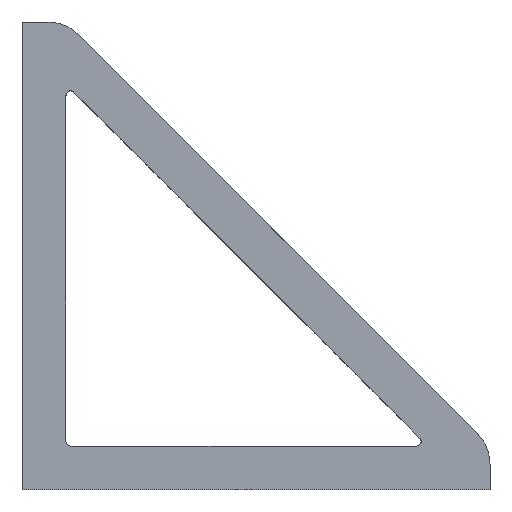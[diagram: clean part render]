
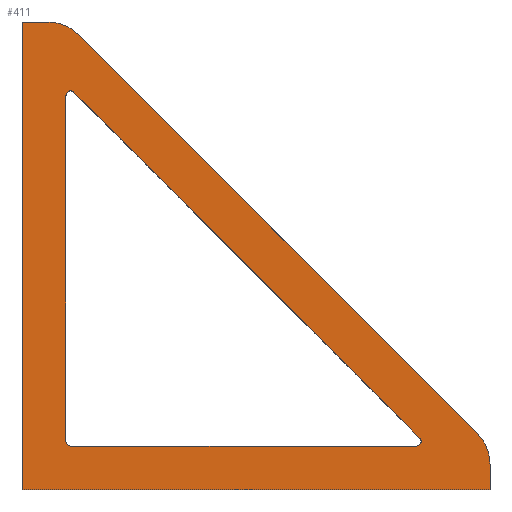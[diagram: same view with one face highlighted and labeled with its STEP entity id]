
A CAD part, left-side view. The second image highlights one B-rep face of the part: STEP entity #411.
In plain terms, the highlighted planar face has unit normal (-1, 0, 0).
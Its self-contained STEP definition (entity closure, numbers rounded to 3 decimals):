
#293=CARTESIAN_POINT('',(-0.437,0.0,2.0));
#294=DIRECTION('',(1.0,0.0,0.0));
#295=DIRECTION('',(0.0,-1.0,0.0));
#296=AXIS2_PLACEMENT_3D('',#293,#294,#295);
#297=PLANE('',#296);
#298=CARTESIAN_POINT('',(-0.438,-2.0,0.));
#299=VERTEX_POINT('',#298);
#300=CARTESIAN_POINT('',(-0.438,0.,0.));
#301=VERTEX_POINT('',#300);
#302=CARTESIAN_POINT('',(-0.438,-2.0,0.));
#303=DIRECTION('',(0.0,1.0,0.0));
#304=VECTOR('',#303,2.);
#305=LINE('',#302,#304);
#306=EDGE_CURVE('',#299,#301,#305,.T.);
#307=ORIENTED_EDGE('',*,*,#306,.F.);
#308=CARTESIAN_POINT('',(-0.438,-2.0,0.11));
#309=VERTEX_POINT('',#308);
#310=CARTESIAN_POINT('',(-0.438,-2.0,0.11));
#311=DIRECTION('',(0.0,0.0,-1.0));
#312=VECTOR('',#311,0.11);
#313=LINE('',#310,#312);
#314=EDGE_CURVE('',#309,#299,#313,.T.);
#315=ORIENTED_EDGE('',*,*,#314,.F.);
#316=CARTESIAN_POINT('',(-0.438,-1.945,0.243));
#317=VERTEX_POINT('',#316);
#318=CARTESIAN_POINT('',(-0.438,-1.812,0.11));
#319=DIRECTION('',(1.0,0.0,0.0));
#320=DIRECTION('',(0.0,0.0,1.0));
#321=AXIS2_PLACEMENT_3D('',#318,#319,#320);
#322=CIRCLE('',#321,0.188);
#323=EDGE_CURVE('',#317,#309,#322,.T.);
#324=ORIENTED_EDGE('',*,*,#323,.F.);
#325=CARTESIAN_POINT('',(-0.437,-0.243,1.945));
#326=VERTEX_POINT('',#325);
#327=CARTESIAN_POINT('',(-0.438,-0.243,1.945));
#328=DIRECTION('',(0.,-0.707,-0.707));
#329=VECTOR('',#328,2.407);
#330=LINE('',#327,#329);
#331=EDGE_CURVE('',#326,#317,#330,.T.);
#332=ORIENTED_EDGE('',*,*,#331,.F.);
#333=CARTESIAN_POINT('',(-0.437,-0.11,2.0));
#334=VERTEX_POINT('',#333);
#335=CARTESIAN_POINT('',(-0.437,-0.11,1.812));
#336=DIRECTION('',(1.0,0.0,0.0));
#337=DIRECTION('',(0.0,0.0,1.0));
#338=AXIS2_PLACEMENT_3D('',#335,#336,#337);
#339=CIRCLE('',#338,0.188);
#340=EDGE_CURVE('',#334,#326,#339,.T.);
#341=ORIENTED_EDGE('',*,*,#340,.F.);
#342=CARTESIAN_POINT('',(-0.437,0.0,2.0));
#343=VERTEX_POINT('',#342);
#344=CARTESIAN_POINT('',(-0.437,0.0,2.));
#345=DIRECTION('',(0.0,-1.0,0.0));
#346=VECTOR('',#345,0.11);
#347=LINE('',#344,#346);
#348=EDGE_CURVE('',#343,#334,#347,.T.);
#349=ORIENTED_EDGE('',*,*,#348,.F.);
#350=CARTESIAN_POINT('',(-0.438,0.,0.0));
#351=DIRECTION('',(0.0,0.0,1.0));
#352=VECTOR('',#351,2.0);
#353=LINE('',#350,#352);
#354=EDGE_CURVE('',#301,#343,#353,.T.);
#355=ORIENTED_EDGE('',*,*,#354,.F.);
#356=EDGE_LOOP('',(#307,#315,#324,#332,#341,#349,#355));
#357=FACE_OUTER_BOUND('',#356,.T.);
#358=CARTESIAN_POINT('',(-0.438,-0.208,0.188));
#359=VERTEX_POINT('',#358);
#360=CARTESIAN_POINT('',(-0.438,-1.686,0.188));
#361=VERTEX_POINT('',#360);
#362=CARTESIAN_POINT('',(-0.438,-0.208,0.188));
#363=DIRECTION('',(0.0,-1.0,0.0));
#364=VECTOR('',#363,1.478);
#365=LINE('',#362,#364);
#366=EDGE_CURVE('',#359,#361,#365,.T.);
#367=ORIENTED_EDGE('',*,*,#366,.F.);
#368=CARTESIAN_POINT('',(-0.438,-0.188,0.208));
#369=VERTEX_POINT('',#368);
#370=CARTESIAN_POINT('',(-0.438,-0.208,0.208));
#371=DIRECTION('',(-1.0,0.0,0.0));
#372=DIRECTION('',(0.0,0.0,1.0));
#373=AXIS2_PLACEMENT_3D('',#370,#371,#372);
#374=CIRCLE('',#373,0.02);
#375=EDGE_CURVE('',#369,#359,#374,.T.);
#376=ORIENTED_EDGE('',*,*,#375,.F.);
#377=CARTESIAN_POINT('',(-0.437,-0.188,1.686));
#378=VERTEX_POINT('',#377);
#379=CARTESIAN_POINT('',(-0.438,-0.188,1.686));
#380=DIRECTION('',(0.0,0.0,-1.0));
#381=VECTOR('',#380,1.478);
#382=LINE('',#379,#381);
#383=EDGE_CURVE('',#378,#369,#382,.T.);
#384=ORIENTED_EDGE('',*,*,#383,.F.);
#385=CARTESIAN_POINT('',(-0.437,-0.222,1.7));
#386=VERTEX_POINT('',#385);
#387=CARTESIAN_POINT('',(-0.437,-0.208,1.686));
#388=DIRECTION('',(-1.0,0.0,0.0));
#389=DIRECTION('',(0.0,0.0,1.0));
#390=AXIS2_PLACEMENT_3D('',#387,#388,#389);
#391=CIRCLE('',#390,0.02);
#392=EDGE_CURVE('',#386,#378,#391,.T.);
#393=ORIENTED_EDGE('',*,*,#392,.F.);
#394=CARTESIAN_POINT('',(-0.438,-1.7,0.222));
#395=VERTEX_POINT('',#394);
#396=CARTESIAN_POINT('',(-0.438,-1.7,0.222));
#397=DIRECTION('',(0.,0.707,0.707));
#398=VECTOR('',#397,2.09);
#399=LINE('',#396,#398);
#400=EDGE_CURVE('',#395,#386,#399,.T.);
#401=ORIENTED_EDGE('',*,*,#400,.F.);
#402=CARTESIAN_POINT('',(-0.438,-1.686,0.208));
#403=DIRECTION('',(-1.0,0.0,0.0));
#404=DIRECTION('',(0.0,0.0,1.0));
#405=AXIS2_PLACEMENT_3D('',#402,#403,#404);
#406=CIRCLE('',#405,0.02);
#407=EDGE_CURVE('',#361,#395,#406,.T.);
#408=ORIENTED_EDGE('',*,*,#407,.F.);
#409=EDGE_LOOP('',(#367,#376,#384,#393,#401,#408));
#410=FACE_BOUND('',#409,.T.);
#411=ADVANCED_FACE('',(#357,#410),#297,.F.);
